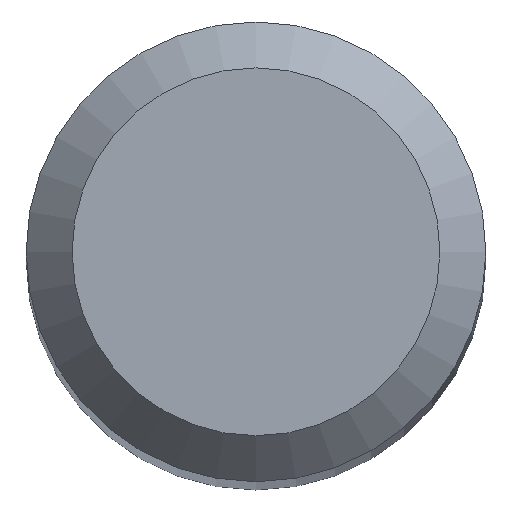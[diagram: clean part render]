
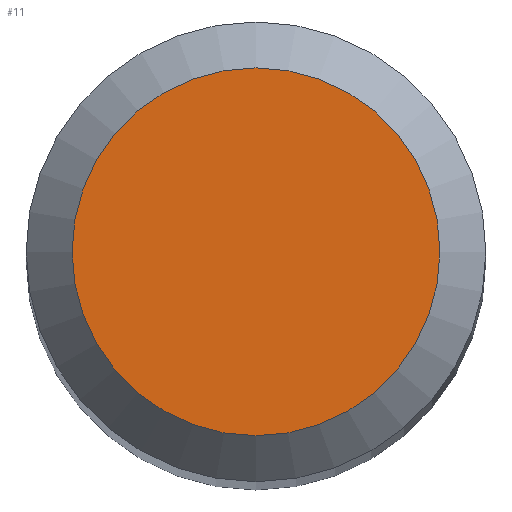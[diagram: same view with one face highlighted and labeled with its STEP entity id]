
A CAD part, top view. The second image highlights one B-rep face of the part: STEP entity #11.
In plain terms, the highlighted planar face has unit normal (0, 0, 1).
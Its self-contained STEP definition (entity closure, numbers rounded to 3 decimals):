
#11 = ADVANCED_FACE ( 'NONE', ( #202 ), #183, .F. ) ;
#24 = EDGE_CURVE ( 'NONE', #111, #111, #44, .T. ) ;
#44 = CIRCLE ( 'NONE', #165, 1.2 ) ;
#111 = VERTEX_POINT ( 'NONE', #249 ) ;
#134 = CARTESIAN_POINT ( 'NONE',  ( 0., 0., 38. ) ) ;
#165 = AXIS2_PLACEMENT_3D ( 'NONE', #134, #296, #295 ) ;
#169 = DIRECTION ( 'NONE',  ( 0., 0., -1. ) ) ;
#183 = PLANE ( 'NONE',  #252 ) ;
#202 = FACE_OUTER_BOUND ( 'NONE', #244, .T. ) ;
#240 = ORIENTED_EDGE ( 'NONE', *, *, #24, .F. ) ;
#244 = EDGE_LOOP ( 'NONE', ( #240 ) ) ;
#249 = CARTESIAN_POINT ( 'NONE',  ( -1.2, 0., 38. ) ) ;
#252 = AXIS2_PLACEMENT_3D ( 'NONE', #285, #169, #349 ) ;
#285 = CARTESIAN_POINT ( 'NONE',  ( 0., 0., 38. ) ) ;
#295 = DIRECTION ( 'NONE',  ( -1., 0., 0. ) ) ;
#296 = DIRECTION ( 'NONE',  ( 0., 0., -1. ) ) ;
#349 = DIRECTION ( 'NONE',  ( -1., 0., 0. ) ) ;
